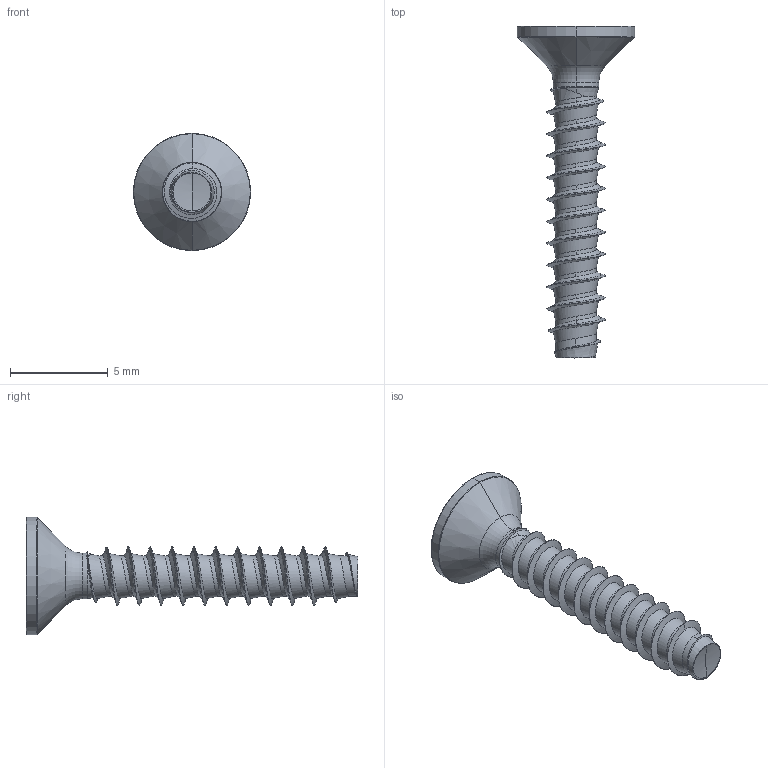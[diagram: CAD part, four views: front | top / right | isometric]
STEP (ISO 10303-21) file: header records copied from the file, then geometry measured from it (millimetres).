
FILE_DESCRIPTION (( 'STEP AP203' ), '1' );
FILE_NAME ('STP410300170.STEP', '2019-05-16T01:04:23', ( '' ), ( '' ), 'SwSTEP 2.0', 'SolidWorks 2015', '' );
FILE_SCHEMA (( 'CONFIG_CONTROL_DESIGN' ));
Length unit declared in the file: millimetre
Products named in the file (2): STP410300170
Bounding box: 6 x 17 x 6 mm (x, y, z)
Volume: 95.9 mm3; surface area: 241.9 mm2
Topology: 1 solids, 1 shells, 107 faces, 269 edges, 164 vertices
Faces by surface type: cylinder 49, bspline 35, cone 13, torus 6, sphere 2, plane 2
Entity records: 20328 total; most frequent: CARTESIAN_POINT 18028, ORIENTED_EDGE 534, DIRECTION 332, EDGE_CURVE 267, VERTEX_POINT 164, AXIS2_PLACEMENT_3D 133, B_SPLINE_CURVE_WITH_KNOTS 117, EDGE_LOOP 109
